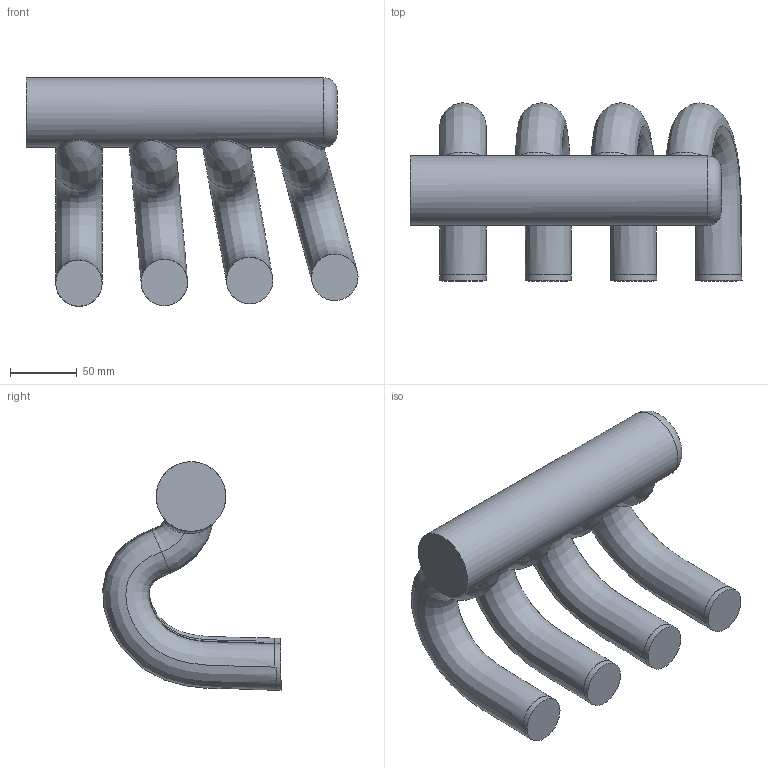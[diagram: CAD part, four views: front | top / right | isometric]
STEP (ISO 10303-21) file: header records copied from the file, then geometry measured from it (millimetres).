
FILE_DESCRIPTION (( 'STEP AP214' ), '1' );
FILE_NAME ('inlet manifold ansys_internal volume.STEP', '2017-04-13T18:40:37', ( '' ), ( '' ), 'SwSTEP 2.0', 'SolidWorks 2016', '' );
FILE_SCHEMA (( 'AUTOMOTIVE_DESIGN' ));
Length unit declared in the file: inch
Products named in the file (1): inlet manifold ansys_internal volume
Bounding box: 249.32 x 133.87 x 171.7 mm (x, y, z)
Volume: 1317871.2 mm3; surface area: 136295 mm2
Topology: 1 solids, 1 shells, 42 faces, 101 edges, 64 vertices
Faces by surface type: bspline 29, plane 10, cylinder 2, torus 1
Full cylindrical faces by diameter (mm): 34.8 x1, 52.3 x1
Entity records: 12708 total; most frequent: CARTESIAN_POINT 12007, ORIENTED_EDGE 178, EDGE_CURVE 89, B_SPLINE_CURVE_WITH_KNOTS 75, VERTEX_POINT 58, EDGE_LOOP 51, FACE_OUTER_BOUND 48, DIRECTION 44
